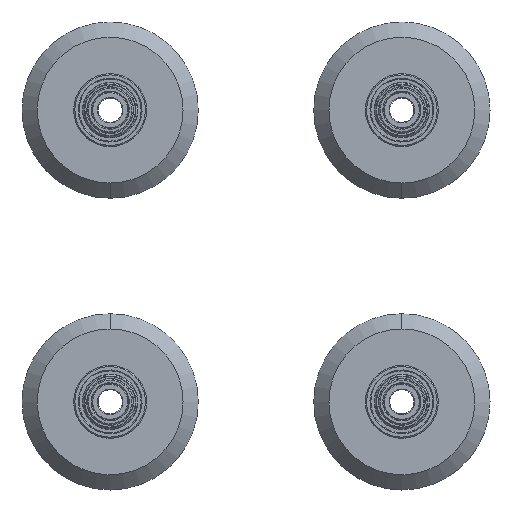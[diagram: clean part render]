
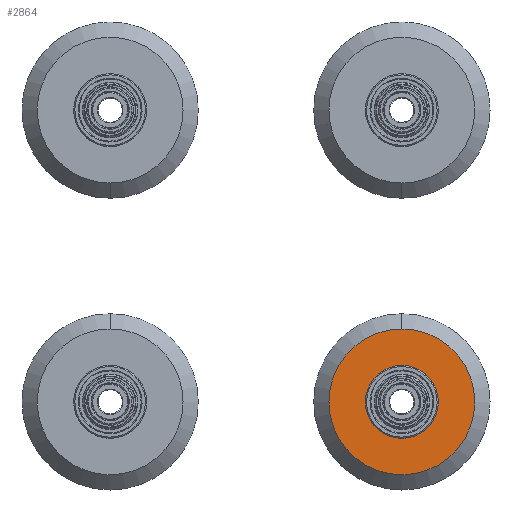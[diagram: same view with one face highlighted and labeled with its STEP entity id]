
A CAD part, left-side view. The second image highlights one B-rep face of the part: STEP entity #2864.
In plain terms, the highlighted planar face has unit normal (-1, 0, 0).
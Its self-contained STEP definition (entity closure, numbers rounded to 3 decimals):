
#55 = EDGE_CURVE ( 'NONE', #3722, #3545, #569, .T. ) ;
#57 = EDGE_LOOP ( 'NONE', ( #2461, #1482 ) ) ;
#75 = DIRECTION ( 'NONE',  ( -1., 0., 0. ) ) ;
#177 = EDGE_LOOP ( 'NONE', ( #2105, #2102 ) ) ;
#493 = DIRECTION ( 'NONE',  ( 0., 0., -1. ) ) ;
#557 = DIRECTION ( 'NONE',  ( 0., 0., -1. ) ) ;
#569 = CIRCLE ( 'NONE', #1071, 6. ) ;
#656 = AXIS2_PLACEMENT_3D ( 'NONE', #785, #1988, #1065 ) ;
#710 = CIRCLE ( 'NONE', #3187, 6. ) ;
#745 = CARTESIAN_POINT ( 'NONE',  ( -5., 0., 12. ) ) ;
#785 = CARTESIAN_POINT ( 'NONE',  ( -5., 0., 0. ) ) ;
#1009 = CARTESIAN_POINT ( 'NONE',  ( -5., 0., 6. ) ) ;
#1065 = DIRECTION ( 'NONE',  ( 0., 0., 1. ) ) ;
#1071 = AXIS2_PLACEMENT_3D ( 'NONE', #1713, #3721, #557 ) ;
#1342 = DIRECTION ( 'NONE',  ( 1., 0., 0. ) ) ;
#1431 = CARTESIAN_POINT ( 'NONE',  ( -5., 0., -12. ) ) ;
#1482 = ORIENTED_EDGE ( 'NONE', *, *, #3135, .T. ) ;
#1521 = VERTEX_POINT ( 'NONE', #745 ) ;
#1692 = CIRCLE ( 'NONE', #656, 12. ) ;
#1713 = CARTESIAN_POINT ( 'NONE',  ( -5., 0., 0. ) ) ;
#1749 = AXIS2_PLACEMENT_3D ( 'NONE', #3298, #75, #2734 ) ;
#1888 = EDGE_CURVE ( 'NONE', #1521, #3309, #1974, .T. ) ;
#1974 = CIRCLE ( 'NONE', #2778, 12. ) ;
#1988 = DIRECTION ( 'NONE',  ( -1., 0., 0. ) ) ;
#2102 = ORIENTED_EDGE ( 'NONE', *, *, #1888, .T. ) ;
#2105 = ORIENTED_EDGE ( 'NONE', *, *, #2132, .T. ) ;
#2132 = EDGE_CURVE ( 'NONE', #3309, #1521, #1692, .T. ) ;
#2442 = PLANE ( 'NONE',  #1749 ) ;
#2461 = ORIENTED_EDGE ( 'NONE', *, *, #55, .T. ) ;
#2642 = DIRECTION ( 'NONE',  ( -1., 0., 0. ) ) ;
#2734 = DIRECTION ( 'NONE',  ( 0., 0., 1. ) ) ;
#2752 = FACE_OUTER_BOUND ( 'NONE', #177, .T. ) ;
#2778 = AXIS2_PLACEMENT_3D ( 'NONE', #3496, #2642, #3730 ) ;
#2864 = ADVANCED_FACE ( 'NONE', ( #2980, #2752 ), #2442, .T. ) ;
#2980 = FACE_BOUND ( 'NONE', #57, .T. ) ;
#3135 = EDGE_CURVE ( 'NONE', #3545, #3722, #710, .T. ) ;
#3187 = AXIS2_PLACEMENT_3D ( 'NONE', #3384, #1342, #493 ) ;
#3298 = CARTESIAN_POINT ( 'NONE',  ( -5., 0., 0. ) ) ;
#3309 = VERTEX_POINT ( 'NONE', #1431 ) ;
#3384 = CARTESIAN_POINT ( 'NONE',  ( -5., 0., 0. ) ) ;
#3496 = CARTESIAN_POINT ( 'NONE',  ( -5., 0., 0. ) ) ;
#3543 = CARTESIAN_POINT ( 'NONE',  ( -5., 0., -6. ) ) ;
#3545 = VERTEX_POINT ( 'NONE', #3543 ) ;
#3721 = DIRECTION ( 'NONE',  ( 1., 0., 0. ) ) ;
#3722 = VERTEX_POINT ( 'NONE', #1009 ) ;
#3730 = DIRECTION ( 'NONE',  ( 0., 0., 1. ) ) ;
